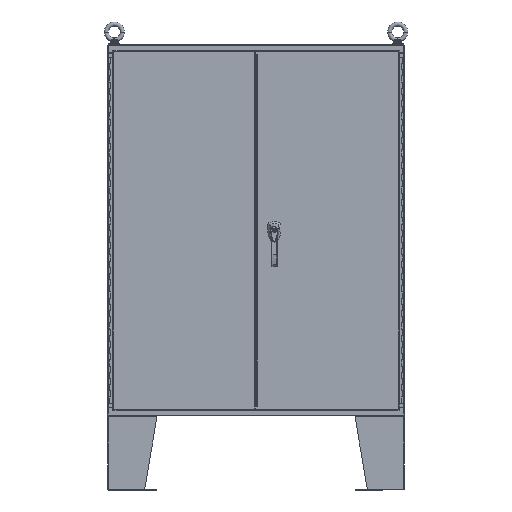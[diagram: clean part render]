
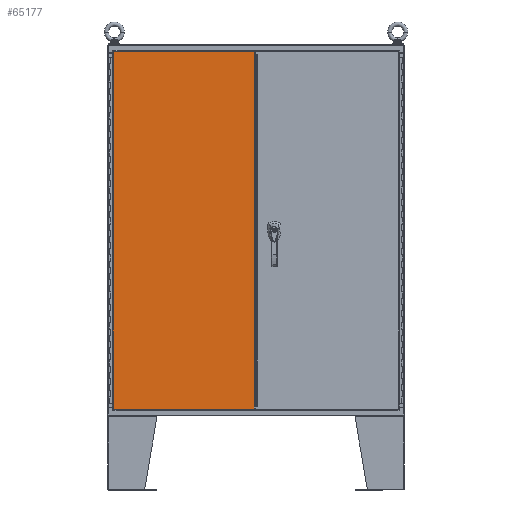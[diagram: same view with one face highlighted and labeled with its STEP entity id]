
A CAD part, front view. The second image highlights one B-rep face of the part: STEP entity #65177.
In plain terms, the highlighted planar face has unit normal (0, -1, 0).
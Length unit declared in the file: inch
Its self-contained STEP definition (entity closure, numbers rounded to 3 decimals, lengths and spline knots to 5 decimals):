
#1539 = DIRECTION ( 'NONE',  ( 0., 1., 0. ) ) ;
#3041 = VECTOR ( 'NONE', #39496, 39.37008 ) ;
#9197 = EDGE_CURVE ( 'NONE', #39109, #36791, #82271, .T. ) ;
#15070 = CARTESIAN_POINT ( 'NONE',  ( -23.107, -11.753, 28.982 ) ) ;
#21358 = CARTESIAN_POINT ( 'NONE',  ( -23.107, -11.753, -28.982 ) ) ;
#21565 = ORIENTED_EDGE ( 'NONE', *, *, #9197, .F. ) ;
#23182 = ORIENTED_EDGE ( 'NONE', *, *, #45712, .F. ) ;
#23955 = FACE_OUTER_BOUND ( 'NONE', #52417, .T. ) ;
#25905 = LINE ( 'NONE', #86163, #44493 ) ;
#26753 = EDGE_CURVE ( 'NONE', #40149, #39109, #86739, .T. ) ;
#27468 = VERTEX_POINT ( 'NONE', #44254 ) ;
#27601 = LINE ( 'NONE', #72891, #92372 ) ;
#29514 = DIRECTION ( 'NONE',  ( 0., 0., 1. ) ) ;
#32999 = ORIENTED_EDGE ( 'NONE', *, *, #26753, .F. ) ;
#33717 = ORIENTED_EDGE ( 'NONE', *, *, #66786, .F. ) ;
#36002 = VECTOR ( 'NONE', #85681, 39.37008 ) ;
#36439 = VECTOR ( 'NONE', #65042, 39.37008 ) ;
#36791 = VERTEX_POINT ( 'NONE', #58093 ) ;
#37141 = EDGE_CURVE ( 'NONE', #48670, #40149, #27601, .T. ) ;
#39109 = VERTEX_POINT ( 'NONE', #21358 ) ;
#39496 = DIRECTION ( 'NONE',  ( -1., 0., 0. ) ) ;
#40006 = CARTESIAN_POINT ( 'NONE',  ( -0.268, -11.753, 28.982 ) ) ;
#40149 = VERTEX_POINT ( 'NONE', #48021 ) ;
#40395 = LINE ( 'NONE', #69306, #36002 ) ;
#44254 = CARTESIAN_POINT ( 'NONE',  ( -0.268, -11.753, 28.608 ) ) ;
#44493 = VECTOR ( 'NONE', #92690, 39.37008 ) ;
#44871 = ORIENTED_EDGE ( 'NONE', *, *, #37141, .F. ) ;
#45712 = EDGE_CURVE ( 'NONE', #27468, #48670, #25905, .T. ) ;
#47832 = CARTESIAN_POINT ( 'NONE',  ( -23.107, -11.753, 28.982 ) ) ;
#48021 = CARTESIAN_POINT ( 'NONE',  ( -0.268, -11.753, -28.982 ) ) ;
#48670 = VERTEX_POINT ( 'NONE', #69922 ) ;
#49414 = VECTOR ( 'NONE', #29514, 39.37008 ) ;
#52417 = EDGE_LOOP ( 'NONE', ( #44871, #23182, #33717, #85882, #21565, #32999 ) ) ;
#52441 = VERTEX_POINT ( 'NONE', #40006 ) ;
#53923 = EDGE_CURVE ( 'NONE', #36791, #52441, #40395, .T. ) ;
#57087 = CARTESIAN_POINT ( 'NONE',  ( -0.268, -11.753, 28.982 ) ) ;
#58093 = CARTESIAN_POINT ( 'NONE',  ( -23.107, -11.753, 28.982 ) ) ;
#63986 = DIRECTION ( 'NONE',  ( 0., 0., -1. ) ) ;
#65042 = DIRECTION ( 'NONE',  ( 0., 0., -1. ) ) ;
#65177 = ADVANCED_FACE ( 'NONE', ( #23955 ), #84705, .F. ) ;
#66786 = EDGE_CURVE ( 'NONE', #52441, #27468, #72027, .T. ) ;
#69306 = CARTESIAN_POINT ( 'NONE',  ( -23.107, -11.753, 28.982 ) ) ;
#69922 = CARTESIAN_POINT ( 'NONE',  ( -0.268, -11.753, -28.608 ) ) ;
#72027 = LINE ( 'NONE', #57087, #36439 ) ;
#72891 = CARTESIAN_POINT ( 'NONE',  ( -0.268, -11.753, 28.982 ) ) ;
#82271 = LINE ( 'NONE', #15070, #49414 ) ;
#84240 = AXIS2_PLACEMENT_3D ( 'NONE', #47832, #1539, #85180 ) ;
#84705 = PLANE ( 'NONE',  #84240 ) ;
#85180 = DIRECTION ( 'NONE',  ( 0., 0., 1. ) ) ;
#85681 = DIRECTION ( 'NONE',  ( 1., 0., 0. ) ) ;
#85771 = CARTESIAN_POINT ( 'NONE',  ( -23.107, -11.753, -28.982 ) ) ;
#85882 = ORIENTED_EDGE ( 'NONE', *, *, #53923, .F. ) ;
#86163 = CARTESIAN_POINT ( 'NONE',  ( -0.268, -11.753, 28.982 ) ) ;
#86739 = LINE ( 'NONE', #85771, #3041 ) ;
#92372 = VECTOR ( 'NONE', #63986, 39.37008 ) ;
#92690 = DIRECTION ( 'NONE',  ( 0., 0., -1. ) ) ;
